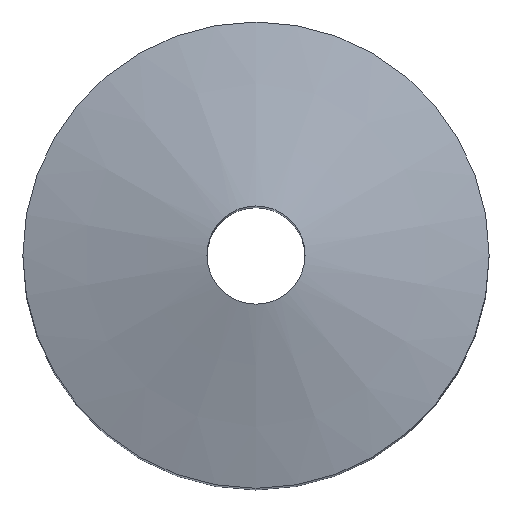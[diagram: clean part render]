
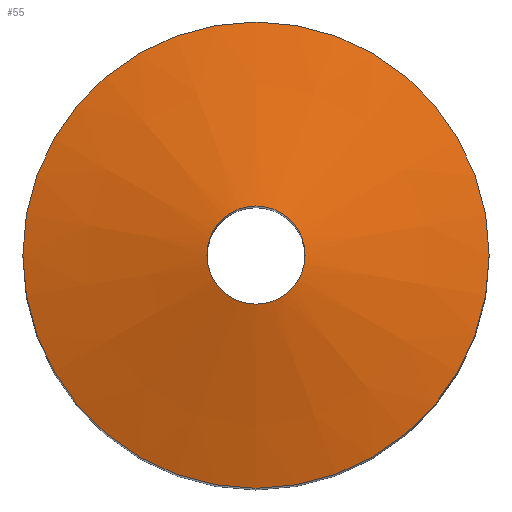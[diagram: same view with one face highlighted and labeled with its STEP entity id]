
A CAD part, top view. The second image highlights one B-rep face of the part: STEP entity #55.
In plain terms, the highlighted conical face has half-angle 75 degrees and reference radius 14.374 mm.
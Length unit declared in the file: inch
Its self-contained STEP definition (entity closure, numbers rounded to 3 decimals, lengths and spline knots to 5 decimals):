
#18=FACE_BOUND('',#27,.T.);
#22=FACE_OUTER_BOUND('',#26,.T.);
#26=EDGE_LOOP('',(#46));
#27=EDGE_LOOP('',(#47));
#34=CIRCLE('',#68,0.19685);
#35=CIRCLE('',#69,0.935);
#38=VERTEX_POINT('',#95);
#39=VERTEX_POINT('',#97);
#42=EDGE_CURVE('',#38,#38,#34,.T.);
#43=EDGE_CURVE('',#39,#39,#35,.T.);
#46=ORIENTED_EDGE('',*,*,#42,.T.);
#47=ORIENTED_EDGE('',*,*,#43,.F.);
#54=CONICAL_SURFACE('',#67,0.56593,75.);
#55=ADVANCED_FACE('',(#22,#18),#54,.T.);
#67=AXIS2_PLACEMENT_3D('',#94,#77,#78);
#68=AXIS2_PLACEMENT_3D('',#96,#79,#80);
#69=AXIS2_PLACEMENT_3D('',#98,#81,#82);
#77=DIRECTION('center_axis',(0.,0.,-1.));
#78=DIRECTION('ref_axis',(0.,-1.,0.));
#79=DIRECTION('center_axis',(0.,0.,-1.));
#80=DIRECTION('ref_axis',(1.,0.,0.));
#81=DIRECTION('center_axis',(0.,0.,-1.));
#82=DIRECTION('ref_axis',(-1.,0.,0.));
#94=CARTESIAN_POINT('Origin',(0.,0.,3.90111));
#95=CARTESIAN_POINT('',(-0.19685,0.,4.));
#96=CARTESIAN_POINT('Origin',(0.,0.,4.));
#97=CARTESIAN_POINT('',(0.,-0.935,3.80221));
#98=CARTESIAN_POINT('Origin',(0.,0.,3.80221));
